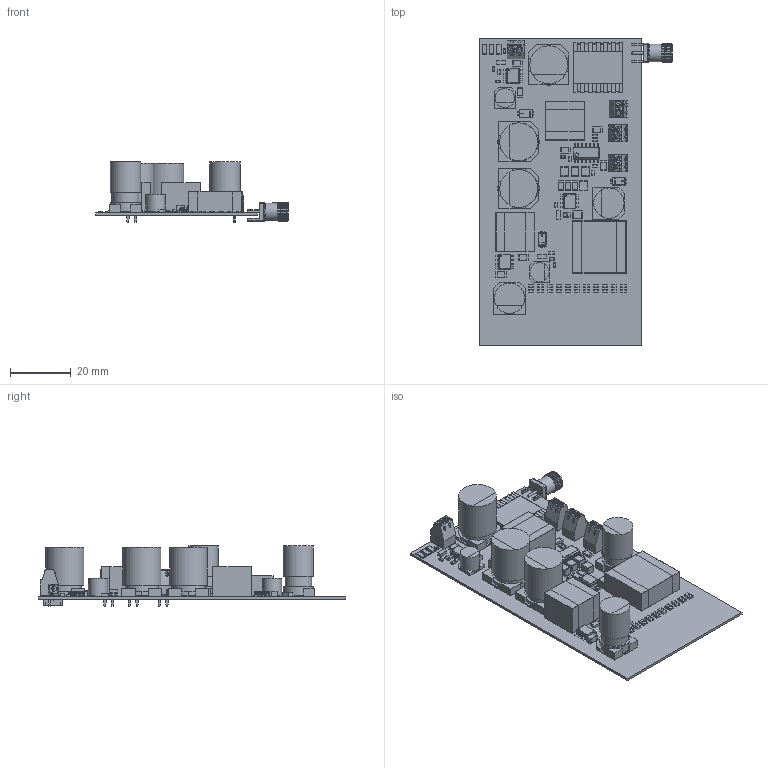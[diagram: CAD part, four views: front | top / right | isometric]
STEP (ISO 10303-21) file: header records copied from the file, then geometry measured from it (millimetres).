
FILE_DESCRIPTION(('Open CASCADE Model'),'2;1');
FILE_NAME('Open CASCADE Shape Model','2020-11-14T16:30:14',('Author'),( 'Open CASCADE'),'Open CASCADE STEP processor 6.8','Open CASCADE 6.8' ,'Unknown');
FILE_SCHEMA(('AUTOMOTIVE_DESIGN { 1 0 10303 214 1 1 1 1 }'));
Length unit declared in the file: millimetre
Products named in the file (239): PCB; Board; U3; SOIC-14akaD0014AakaM14A; M14A_ASM_33_ASM; BODY_M14A_20; LEAD_M14A_46; U2_Prop1; 5743382720; Open_CASCADE_STEP_translator_6.8_1.1; Body; Open_CASCADE_STEP_translator_6.8_1.2.1; Leader; L2_Prop2; 5743381952; Terminal; Open_CASCADE_STEP_translator_6.8_1.1.1; Open_CASCADE_STEP_translator_6.8_1.1.2; Mid_Body; L2_Prop1; 5743381568; U2_Prop2; U1; R21; 5389032448; Extruded; 5389032256; R20; R19; 5389032064; 5389031872; R18; R17; R16; R15_Prop2; 5389031680; 5389031488; R15_Prop1; 5389031296; 5389031104 ...
Assembly tree (414 placements, depth 5):
  PCB
    Board
    U3
      SOIC-14akaD0014AakaM14A
        M14A_ASM_33_ASM
          BODY_M14A_20
          LEAD_M14A_46  x14
    U2_Prop1
      5743382720
        Open_CASCADE_STEP_translator_6.8_1.1
        Body
          Open_CASCADE_STEP_translator_6.8_1.2.1
        Leader  x8
    L2_Prop2
      5743381952
        Terminal
          Open_CASCADE_STEP_translator_6.8_1.1.1
          Open_CASCADE_STEP_translator_6.8_1.1.2
        Mid_Body
          Open_CASCADE_STEP_translator_6.8_1.2.1
    L2_Prop1
      5743381568
        Terminal
          Open_CASCADE_STEP_translator_6.8_1.1.1
          Open_CASCADE_STEP_translator_6.8_1.1.2
        Mid_Body
          Open_CASCADE_STEP_translator_6.8_1.2.1
    U2_Prop2
      5743382720
        Open_CASCADE_STEP_translator_6.8_1.1
        Body
          Open_CASCADE_STEP_translator_6.8_1.2.1
        Leader  x8
    U1
      5743382720
        Open_CASCADE_STEP_translator_6.8_1.1
        Body
          Open_CASCADE_STEP_translator_6.8_1.2.1
        Leader  x8
    R21
      5389032448  x2
        Extruded
      5389032256
        Extruded
    R20
      5389032448  x2
        Extruded
      5389032256
        Extruded
    R19
      5389032064  x2
        Extruded
      5389031872
        Extruded
    R18
      5389032448  x2
        Extruded
      5389032256
        Extruded
    R17
Bounding box: 63.42 x 101.35 x 19.8 mm (x, y, z)
Volume: 20924.4 mm3; surface area: 27262 mm2
Topology: 318 solids, 328 shells, 4616 faces, 10314 edges, 6324 vertices
Faces by surface type: plane 3245, cylinder 1026, sphere 162, bspline 138, torus 28, cone 17
Full cylindrical faces by diameter (mm): 0.5 x3, 0.76 x2, 1.122 x2, 2.8 x2, 4.697 x2, 5.292 x1, 5.513 x2, 5.8 x9, 6.3 x6, 6.35 x8, 8.75 x2, 10 x4, 10.938 x3, 12.5 x3
Entity records: 51299 total; most frequent: CARTESIAN_POINT 9428, DIRECTION 7982, ORIENTED_EDGE 6827, EDGE_CURVE 3423, AXIS2_PLACEMENT_3D 2809, LINE 2364, VECTOR 2364, VERTEX_POINT 2100
